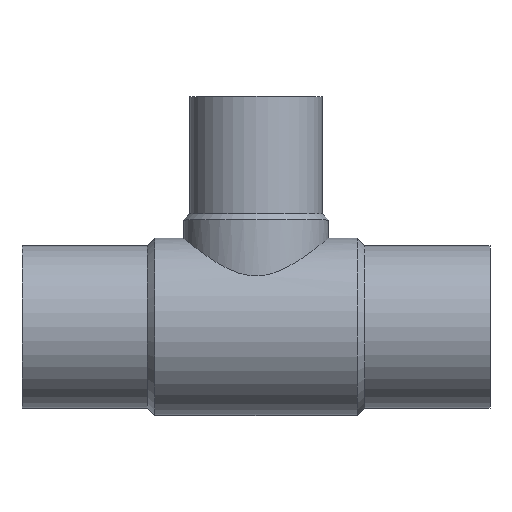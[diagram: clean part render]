
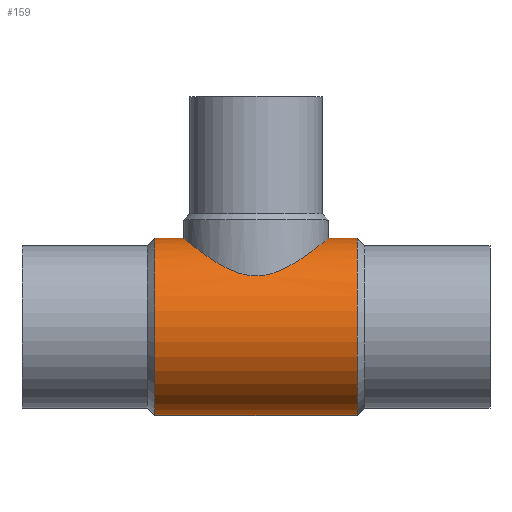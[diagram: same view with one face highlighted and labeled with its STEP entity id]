
A CAD part, top view. The second image highlights one B-rep face of the part: STEP entity #159.
In plain terms, the highlighted cylindrical face has radius 60 mm (diameter 120 mm), a partial arc.
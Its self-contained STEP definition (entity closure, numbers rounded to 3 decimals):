
#139 = EDGE_CURVE( '', #185, #293, #368, .T. );
#145 = VERTEX_POINT( '', #375 );
#159 = ADVANCED_FACE( '', ( #391 ), #392, .T. );
#175 = EDGE_CURVE( '', #145, #287, #410, .T. );
#185 = VERTEX_POINT( '', #420 );
#187 = EDGE_CURVE( '', #263, #185, #422, .T. );
#263 = VERTEX_POINT( '', #508 );
#287 = VERTEX_POINT( '', #534 );
#293 = VERTEX_POINT( '', #540 );
#301 = EDGE_CURVE( '', #263, #287, #551, .T. );
#309 = EDGE_CURVE( '', #319, #145, #559, .T. );
#315 = EDGE_CURVE( '', #293, #319, #565, .T. );
#319 = VERTEX_POINT( '', #569 );
#368 = CIRCLE( '', #675, 60. );
#375 = CARTESIAN_POINT( '', ( -207.6, 60., 0. ) );
#391 = FACE_OUTER_BOUND( '', #701, .T. );
#392 = CYLINDRICAL_SURFACE( '', #702, 60. );
#410 = LINE( '', #727, #728 );
#420 = CARTESIAN_POINT( '', ( -90., -60., 0. ) );
#422 = LINE( '', #775, #776 );
#508 = CARTESIAN_POINT( '', ( -227., -60., 0. ) );
#534 = CARTESIAN_POINT( '', ( -227., 60., 0. ) );
#540 = CARTESIAN_POINT( '', ( -90., 60., 0. ) );
#551 = CIRCLE( '', #1006, 60. );
#559 = B_SPLINE_CURVE_WITH_KNOTS( '', 3, ( #1018, #1019, #1020, #1021, #1022, #1023, #1024, #1025, #1026, #1027, #1028, #1029, #1030, #1031, #1032, #1033, #1034, #1035, #1036, #1037, #1038, #1039, #1040, #1041, #1042, #1043, #1044, #1045, #1046, #1047, #1048, #1049, #1050, #1051, #1052, #1053, #1054, #1055, #1056, #1057, #1058, #1059, #1060, #1061, #1062, #1063, #1064, #1065, #1066, #1067, #1068, #1069, #1070, #1071, #1072, #1073, #1074, #1075, #1076, #1077, #1078, #1079 ), .UNSPECIFIED., .F., .F., ( 4, 2, 2, 2, 2, 2, 2, 2, 2, 2, 2, 2, 2, 2, 2, 2, 2, 2, 2, 2, 2, 2, 2, 2, 2, 2, 2, 2, 2, 2, 4 ), ( 79.741, 84.634, 89.526, 94.419, 99.311, 104.204, 109.096, 113.989, 118.881, 123.956, 129.031, 134.107, 139.182, 149.332, 154.407, 159.482, 164.558, 169.633, 179.783, 184.858, 189.933, 195.008, 200.084, 204.976, 209.869, 214.761, 219.654, 224.546, 229.439, 234.331, 239.224 ), .UNSPECIFIED. );
#565 = LINE( '', #1089, #1090 );
#569 = CARTESIAN_POINT( '', ( -109.4, 60., 0. ) );
#675 = AXIS2_PLACEMENT_3D( '', #1171, #1172, #1173 );
#701 = EDGE_LOOP( '', ( #1207, #1208, #1209, #1210, #1211, #1212 ) );
#702 = AXIS2_PLACEMENT_3D( '', #1213, #1214, #1215 );
#727 = CARTESIAN_POINT( '', ( -158.5, 60., 0. ) );
#728 = VECTOR( '', #1236, 1. );
#775 = CARTESIAN_POINT( '', ( -158.5, -60., 0. ) );
#776 = VECTOR( '', #1238, 1. );
#1006 = AXIS2_PLACEMENT_3D( '', #1396, #1397, #1398 );
#1018 = CARTESIAN_POINT( '', ( -109.4, 60., 0. ) );
#1019 = CARTESIAN_POINT( '', ( -109.4, 60., 1.631 ) );
#1020 = CARTESIAN_POINT( '', ( -109.482, 59.933, 3.277 ) );
#1021 = CARTESIAN_POINT( '', ( -109.813, 59.662, 6.566 ) );
#1022 = CARTESIAN_POINT( '', ( -110.063, 59.459, 8.209 ) );
#1023 = CARTESIAN_POINT( '', ( -110.728, 58.918, 11.461 ) );
#1024 = CARTESIAN_POINT( '', ( -111.143, 58.582, 13.071 ) );
#1025 = CARTESIAN_POINT( '', ( -112.13, 57.787, 16.228 ) );
#1026 = CARTESIAN_POINT( '', ( -112.701, 57.329, 17.775 ) );
#1027 = CARTESIAN_POINT( '', ( -113.985, 56.308, 20.783 ) );
#1028 = CARTESIAN_POINT( '', ( -114.698, 55.745, 22.245 ) );
#1029 = CARTESIAN_POINT( '', ( -116.248, 54.536, 25.063 ) );
#1030 = CARTESIAN_POINT( '', ( -117.085, 53.89, 26.421 ) );
#1031 = CARTESIAN_POINT( '', ( -118.858, 52.539, 29.013 ) );
#1032 = CARTESIAN_POINT( '', ( -119.794, 51.835, 30.249 ) );
#1033 = CARTESIAN_POINT( '', ( -121.741, 50.398, 32.586 ) );
#1034 = CARTESIAN_POINT( '', ( -122.75, 49.666, 33.688 ) );
#1035 = CARTESIAN_POINT( '', ( -124.85, 48.176, 35.788 ) );
#1036 = CARTESIAN_POINT( '', ( -125.983, 47.389, 36.822 ) );
#1037 = CARTESIAN_POINT( '', ( -128.365, 45.788, 38.796 ) );
#1038 = CARTESIAN_POINT( '', ( -129.614, 44.973, 39.735 ) );
#1039 = CARTESIAN_POINT( '', ( -132.213, 43.349, 41.5 ) );
#1040 = CARTESIAN_POINT( '', ( -133.564, 42.54, 42.326 ) );
#1041 = CARTESIAN_POINT( '', ( -136.354, 40.967, 43.851 ) );
#1042 = CARTESIAN_POINT( '', ( -137.793, 40.203, 44.549 ) );
#1043 = CARTESIAN_POINT( '', ( -142.227, 38.044, 46.436 ) );
#1044 = CARTESIAN_POINT( '', ( -145.338, 36.781, 47.417 ) );
#1045 = CARTESIAN_POINT( '', ( -150.171, 35.442, 48.416 ) );
#1046 = CARTESIAN_POINT( '', ( -151.81, 35.089, 48.671 ) );
#1047 = CARTESIAN_POINT( '', ( -155.128, 34.61, 49.012 ) );
#1048 = CARTESIAN_POINT( '', ( -156.808, 34.485, 49.1 ) );
#1049 = CARTESIAN_POINT( '', ( -160.192, 34.485, 49.1 ) );
#1050 = CARTESIAN_POINT( '', ( -161.872, 34.61, 49.012 ) );
#1051 = CARTESIAN_POINT( '', ( -165.19, 35.089, 48.671 ) );
#1052 = CARTESIAN_POINT( '', ( -166.829, 35.442, 48.416 ) );
#1053 = CARTESIAN_POINT( '', ( -171.662, 36.781, 47.417 ) );
#1054 = CARTESIAN_POINT( '', ( -174.773, 38.044, 46.436 ) );
#1055 = CARTESIAN_POINT( '', ( -179.207, 40.203, 44.549 ) );
#1056 = CARTESIAN_POINT( '', ( -180.646, 40.967, 43.851 ) );
#1057 = CARTESIAN_POINT( '', ( -183.436, 42.54, 42.326 ) );
#1058 = CARTESIAN_POINT( '', ( -184.787, 43.349, 41.5 ) );
#1059 = CARTESIAN_POINT( '', ( -187.386, 44.973, 39.735 ) );
#1060 = CARTESIAN_POINT( '', ( -188.635, 45.788, 38.796 ) );
#1061 = CARTESIAN_POINT( '', ( -191.017, 47.389, 36.822 ) );
#1062 = CARTESIAN_POINT( '', ( -192.15, 48.176, 35.788 ) );
#1063 = CARTESIAN_POINT( '', ( -194.25, 49.666, 33.688 ) );
#1064 = CARTESIAN_POINT( '', ( -195.259, 50.398, 32.586 ) );
#1065 = CARTESIAN_POINT( '', ( -197.206, 51.835, 30.249 ) );
#1066 = CARTESIAN_POINT( '', ( -198.142, 52.539, 29.013 ) );
#1067 = CARTESIAN_POINT( '', ( -199.915, 53.89, 26.421 ) );
#1068 = CARTESIAN_POINT( '', ( -200.752, 54.536, 25.063 ) );
#1069 = CARTESIAN_POINT( '', ( -202.302, 55.745, 22.245 ) );
#1070 = CARTESIAN_POINT( '', ( -203.015, 56.308, 20.783 ) );
#1071 = CARTESIAN_POINT( '', ( -204.299, 57.329, 17.775 ) );
#1072 = CARTESIAN_POINT( '', ( -204.87, 57.787, 16.228 ) );
#1073 = CARTESIAN_POINT( '', ( -205.857, 58.582, 13.071 ) );
#1074 = CARTESIAN_POINT( '', ( -206.272, 58.918, 11.461 ) );
#1075 = CARTESIAN_POINT( '', ( -206.937, 59.459, 8.209 ) );
#1076 = CARTESIAN_POINT( '', ( -207.187, 59.662, 6.566 ) );
#1077 = CARTESIAN_POINT( '', ( -207.518, 59.933, 3.277 ) );
#1078 = CARTESIAN_POINT( '', ( -207.6, 60., 1.631 ) );
#1079 = CARTESIAN_POINT( '', ( -207.6, 60., 0. ) );
#1089 = CARTESIAN_POINT( '', ( -158.5, 60., 0. ) );
#1090 = VECTOR( '', #1407, 1. );
#1171 = CARTESIAN_POINT( '', ( -90., 0., 0. ) );
#1172 = DIRECTION( '', ( -1., 0., 0. ) );
#1173 = DIRECTION( '', ( 0., 1., 0. ) );
#1207 = ORIENTED_EDGE( '', *, *, #315, .T. );
#1208 = ORIENTED_EDGE( '', *, *, #309, .T. );
#1209 = ORIENTED_EDGE( '', *, *, #175, .T. );
#1210 = ORIENTED_EDGE( '', *, *, #301, .F. );
#1211 = ORIENTED_EDGE( '', *, *, #187, .T. );
#1212 = ORIENTED_EDGE( '', *, *, #139, .T. );
#1213 = CARTESIAN_POINT( '', ( -158.5, 0., 0. ) );
#1214 = DIRECTION( '', ( 1., 0., 0. ) );
#1215 = DIRECTION( '', ( 0., 1., 0. ) );
#1236 = DIRECTION( '', ( -1., 0., 0. ) );
#1238 = DIRECTION( '', ( 1., 0., 0. ) );
#1396 = CARTESIAN_POINT( '', ( -227., 0., 0. ) );
#1397 = DIRECTION( '', ( -1., 0., 0. ) );
#1398 = DIRECTION( '', ( 0., 1., 0. ) );
#1407 = DIRECTION( '', ( -1., 0., 0. ) );
